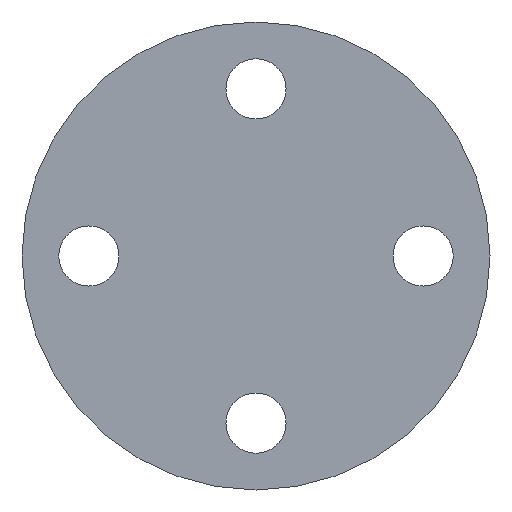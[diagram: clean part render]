
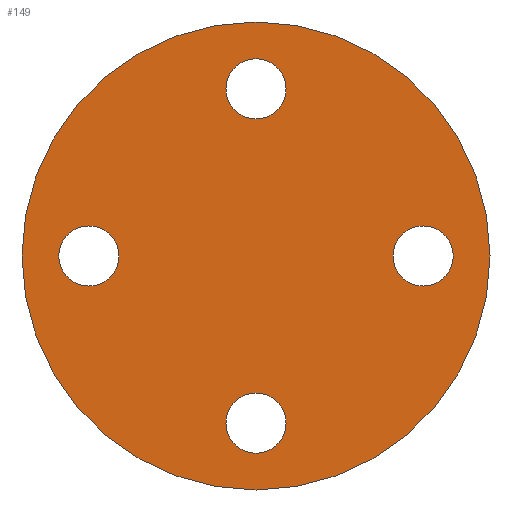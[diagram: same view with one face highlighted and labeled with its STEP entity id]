
A CAD part, front view. The second image highlights one B-rep face of the part: STEP entity #149.
In plain terms, the highlighted planar face has unit normal (0, -1, 0).
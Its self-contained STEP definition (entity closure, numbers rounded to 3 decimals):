
#6 = EDGE_CURVE ( 'NONE', #282, #274, #391, .T. ) ;
#7 = AXIS2_PLACEMENT_3D ( 'NONE', #491, #19, #530 ) ;
#12 = DIRECTION ( 'NONE',  ( 0., 1., 0. ) ) ;
#15 = FACE_BOUND ( 'NONE', #370, .T. ) ;
#16 = AXIS2_PLACEMENT_3D ( 'NONE', #191, #53, #18 ) ;
#18 = DIRECTION ( 'NONE',  ( 0., 0., 1. ) ) ;
#19 = DIRECTION ( 'NONE',  ( 0., 1., 0. ) ) ;
#21 = VERTEX_POINT ( 'NONE', #150 ) ;
#23 = EDGE_CURVE ( 'NONE', #288, #128, #499, .T. ) ;
#30 = EDGE_CURVE ( 'NONE', #128, #288, #61, .T. ) ;
#31 = EDGE_LOOP ( 'NONE', ( #389, #426 ) ) ;
#34 = ORIENTED_EDGE ( 'NONE', *, *, #351, .T. ) ;
#37 = VERTEX_POINT ( 'NONE', #526 ) ;
#44 = EDGE_CURVE ( 'NONE', #81, #102, #126, .T. ) ;
#52 = DIRECTION ( 'NONE',  ( 0., 1., 0. ) ) ;
#53 = DIRECTION ( 'NONE',  ( 0., 1., 0. ) ) ;
#54 = CARTESIAN_POINT ( 'NONE',  ( 0., 0., -50. ) ) ;
#61 = CIRCLE ( 'NONE', #16, 70. ) ;
#70 = DIRECTION ( 'NONE',  ( -1., 0., 0. ) ) ;
#81 = VERTEX_POINT ( 'NONE', #325 ) ;
#88 = EDGE_CURVE ( 'NONE', #102, #81, #505, .T. ) ;
#97 = CARTESIAN_POINT ( 'NONE',  ( -41., 0., 0. ) ) ;
#98 = EDGE_CURVE ( 'NONE', #274, #282, #524, .T. ) ;
#99 = ORIENTED_EDGE ( 'NONE', *, *, #30, .F. ) ;
#102 = VERTEX_POINT ( 'NONE', #118 ) ;
#107 = DIRECTION ( 'NONE',  ( -1., 0., 0. ) ) ;
#109 = FACE_BOUND ( 'NONE', #361, .T. ) ;
#117 = CARTESIAN_POINT ( 'NONE',  ( 50., 0., 0. ) ) ;
#118 = CARTESIAN_POINT ( 'NONE',  ( 59., 0., 0. ) ) ;
#120 = EDGE_LOOP ( 'NONE', ( #195, #418 ) ) ;
#126 = CIRCLE ( 'NONE', #194, 9. ) ;
#128 = VERTEX_POINT ( 'NONE', #362 ) ;
#137 = ORIENTED_EDGE ( 'NONE', *, *, #23, .F. ) ;
#138 = CIRCLE ( 'NONE', #7, 9. ) ;
#149 = ADVANCED_FACE ( 'NONE', ( #369, #15, #486, #109, #153 ), #345, .F. ) ;
#150 = CARTESIAN_POINT ( 'NONE',  ( 0., 0., -41. ) ) ;
#153 = FACE_OUTER_BOUND ( 'NONE', #402, .T. ) ;
#155 = CARTESIAN_POINT ( 'NONE',  ( 0., 0., 0. ) ) ;
#159 = DIRECTION ( 'NONE',  ( 0., 0., -1. ) ) ;
#179 = CARTESIAN_POINT ( 'NONE',  ( 0., 0., -59. ) ) ;
#191 = CARTESIAN_POINT ( 'NONE',  ( 0., 0., 0. ) ) ;
#194 = AXIS2_PLACEMENT_3D ( 'NONE', #231, #395, #107 ) ;
#195 = ORIENTED_EDGE ( 'NONE', *, *, #44, .T. ) ;
#205 = ORIENTED_EDGE ( 'NONE', *, *, #98, .T. ) ;
#214 = EDGE_CURVE ( 'NONE', #37, #367, #404, .T. ) ;
#231 = CARTESIAN_POINT ( 'NONE',  ( 50., 0., 0. ) ) ;
#234 = CIRCLE ( 'NONE', #330, 9. ) ;
#249 = VERTEX_POINT ( 'NONE', #179 ) ;
#262 = CARTESIAN_POINT ( 'NONE',  ( 0., 0., -70. ) ) ;
#265 = AXIS2_PLACEMENT_3D ( 'NONE', #54, #52, #488 ) ;
#267 = AXIS2_PLACEMENT_3D ( 'NONE', #373, #493, #490 ) ;
#274 = VERTEX_POINT ( 'NONE', #548 ) ;
#280 = DIRECTION ( 'NONE',  ( 0., 1., 0. ) ) ;
#282 = VERTEX_POINT ( 'NONE', #504 ) ;
#288 = VERTEX_POINT ( 'NONE', #262 ) ;
#290 = DIRECTION ( 'NONE',  ( 1., 0., 0. ) ) ;
#296 = CARTESIAN_POINT ( 'NONE',  ( 0., 0., 0. ) ) ;
#302 = EDGE_CURVE ( 'NONE', #367, #37, #234, .T. ) ;
#325 = CARTESIAN_POINT ( 'NONE',  ( 41., 0., 0. ) ) ;
#330 = AXIS2_PLACEMENT_3D ( 'NONE', #416, #342, #290 ) ;
#342 = DIRECTION ( 'NONE',  ( 0., 1., 0. ) ) ;
#345 = PLANE ( 'NONE',  #432 ) ;
#351 = EDGE_CURVE ( 'NONE', #249, #21, #502, .T. ) ;
#357 = AXIS2_PLACEMENT_3D ( 'NONE', #155, #450, #437 ) ;
#361 = EDGE_LOOP ( 'NONE', ( #365, #34 ) ) ;
#362 = CARTESIAN_POINT ( 'NONE',  ( 0., 0., 70. ) ) ;
#365 = ORIENTED_EDGE ( 'NONE', *, *, #541, .T. ) ;
#367 = VERTEX_POINT ( 'NONE', #97 ) ;
#369 = FACE_BOUND ( 'NONE', #31, .T. ) ;
#370 = EDGE_LOOP ( 'NONE', ( #485, #205 ) ) ;
#373 = CARTESIAN_POINT ( 'NONE',  ( 0., 0., 50. ) ) ;
#376 = CARTESIAN_POINT ( 'NONE',  ( -50., 0., 0. ) ) ;
#389 = ORIENTED_EDGE ( 'NONE', *, *, #302, .T. ) ;
#391 = CIRCLE ( 'NONE', #429, 9. ) ;
#395 = DIRECTION ( 'NONE',  ( 0., 1., 0. ) ) ;
#402 = EDGE_LOOP ( 'NONE', ( #137, #99 ) ) ;
#404 = CIRCLE ( 'NONE', #474, 9. ) ;
#416 = CARTESIAN_POINT ( 'NONE',  ( -50., 0., 0. ) ) ;
#418 = ORIENTED_EDGE ( 'NONE', *, *, #88, .T. ) ;
#424 = DIRECTION ( 'NONE',  ( 1., 0., 0. ) ) ;
#426 = ORIENTED_EDGE ( 'NONE', *, *, #214, .T. ) ;
#429 = AXIS2_PLACEMENT_3D ( 'NONE', #520, #12, #159 ) ;
#432 = AXIS2_PLACEMENT_3D ( 'NONE', #296, #545, #509 ) ;
#437 = DIRECTION ( 'NONE',  ( 0., 0., 1. ) ) ;
#450 = DIRECTION ( 'NONE',  ( 0., 1., 0. ) ) ;
#462 = DIRECTION ( 'NONE',  ( 0., 1., 0. ) ) ;
#474 = AXIS2_PLACEMENT_3D ( 'NONE', #376, #462, #424 ) ;
#485 = ORIENTED_EDGE ( 'NONE', *, *, #6, .T. ) ;
#486 = FACE_BOUND ( 'NONE', #120, .T. ) ;
#488 = DIRECTION ( 'NONE',  ( 0., 0., 1. ) ) ;
#490 = DIRECTION ( 'NONE',  ( 0., 0., -1. ) ) ;
#491 = CARTESIAN_POINT ( 'NONE',  ( 0., 0., -50. ) ) ;
#493 = DIRECTION ( 'NONE',  ( 0., 1., 0. ) ) ;
#499 = CIRCLE ( 'NONE', #357, 70. ) ;
#502 = CIRCLE ( 'NONE', #265, 9. ) ;
#504 = CARTESIAN_POINT ( 'NONE',  ( 0., 0., 41. ) ) ;
#505 = CIRCLE ( 'NONE', #549, 9. ) ;
#509 = DIRECTION ( 'NONE',  ( 0., 0., 1. ) ) ;
#520 = CARTESIAN_POINT ( 'NONE',  ( 0., 0., 50. ) ) ;
#524 = CIRCLE ( 'NONE', #267, 9. ) ;
#526 = CARTESIAN_POINT ( 'NONE',  ( -59., 0., 0. ) ) ;
#530 = DIRECTION ( 'NONE',  ( 0., 0., 1. ) ) ;
#541 = EDGE_CURVE ( 'NONE', #21, #249, #138, .T. ) ;
#545 = DIRECTION ( 'NONE',  ( 0., 1., 0. ) ) ;
#548 = CARTESIAN_POINT ( 'NONE',  ( 0., 0., 59. ) ) ;
#549 = AXIS2_PLACEMENT_3D ( 'NONE', #117, #280, #70 ) ;
